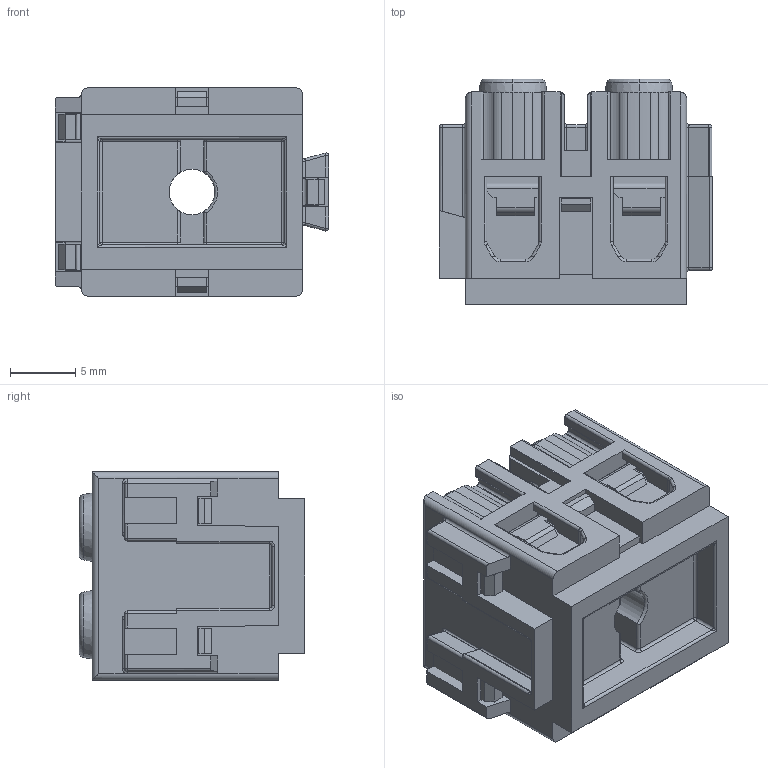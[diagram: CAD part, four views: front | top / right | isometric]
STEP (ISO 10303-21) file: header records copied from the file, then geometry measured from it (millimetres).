
FILE_DESCRIPTION (( 'STEP AP203' ), '1' );
FILE_NAME ('No 1 modül yeni.STEP', '2021-01-21T10:58:03', ( '' ), ( '' ), 'SwSTEP 2.0', 'SolidWorks 2011', '' );
FILE_SCHEMA (( 'CONFIG_CONTROL_DESIGN' ));
Length unit declared in the file: millimetre
Products named in the file (1): No 1 modül yeni
Bounding box: 21 x 17.35 x 16 mm (x, y, z)
Volume: 3646 mm3; surface area: 2847.6 mm2
Topology: 1 solids, 1 shells, 634 faces, 1726 edges, 1079 vertices
Faces by surface type: plane 323, cylinder 220, torus 45, sphere 28, bspline 18
Entity records: 20289 total; most frequent: CARTESIAN_POINT 4123, ORIENTED_EDGE 3416, DIRECTION 3390, EDGE_CURVE 1708, AXIS2_PLACEMENT_3D 1138, VECTOR 1114, LINE 1114, VERTEX_POINT 1079
